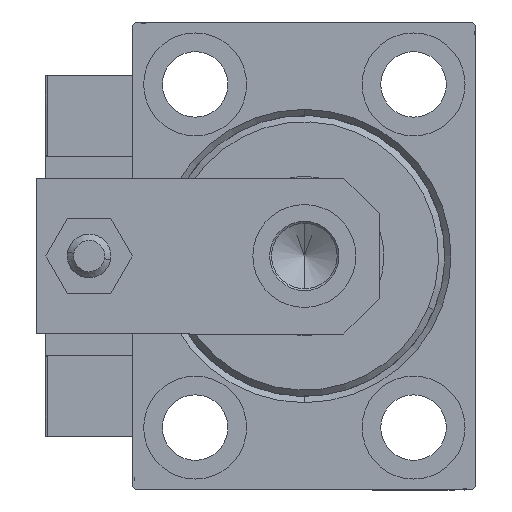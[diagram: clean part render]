
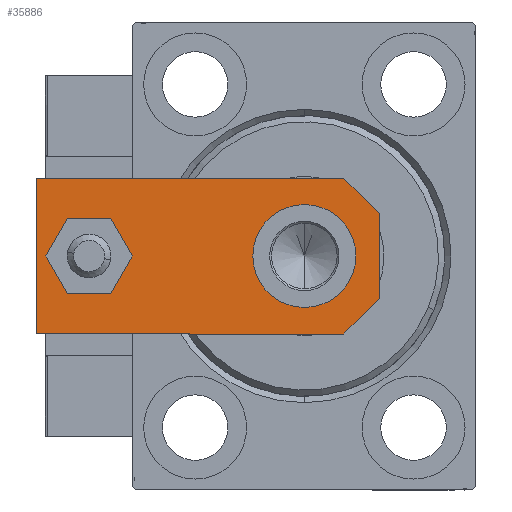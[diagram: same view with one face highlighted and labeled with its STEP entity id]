
A CAD part, left-side view. The second image highlights one B-rep face of the part: STEP entity #35886.
In plain terms, the highlighted face is planar.
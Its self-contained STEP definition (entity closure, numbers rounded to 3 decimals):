
#614 = VERTEX_POINT ( 'NONE', #9774 ) ;
#1058 = CARTESIAN_POINT ( 'NONE',  ( 12.5, 0., 6. ) ) ;
#1413 = VECTOR ( 'NONE', #16500, 1000. ) ;
#1732 = CARTESIAN_POINT ( 'NONE',  ( 6.84, 0., 6. ) ) ;
#2018 = DIRECTION ( 'NONE',  ( 0., 0., 1. ) ) ;
#2818 = AXIS2_PLACEMENT_3D ( 'NONE', #5852, #48840, #37145 ) ;
#3156 = CIRCLE ( 'NONE', #31606, 4. ) ;
#4564 = LINE ( 'NONE', #38924, #6003 ) ;
#4733 = ORIENTED_EDGE ( 'NONE', *, *, #6806, .F. ) ;
#4974 = ORIENTED_EDGE ( 'NONE', *, *, #47321, .T. ) ;
#5672 = VERTEX_POINT ( 'NONE', #34139 ) ;
#5852 = CARTESIAN_POINT ( 'NONE',  ( 0., 12., 6. ) ) ;
#6003 = VECTOR ( 'NONE', #34852, 1000. ) ;
#6036 = AXIS2_PLACEMENT_3D ( 'NONE', #50357, #27446, #31521 ) ;
#6806 = EDGE_CURVE ( 'NONE', #22626, #24408, #30719, .T. ) ;
#7032 = CARTESIAN_POINT ( 'NONE',  ( -12.5, 55., 6. ) ) ;
#7258 = VERTEX_POINT ( 'NONE', #21946 ) ;
#7307 = LINE ( 'NONE', #27148, #34313 ) ;
#7973 = EDGE_CURVE ( 'NONE', #24408, #22626, #3156, .T. ) ;
#8489 = AXIS2_PLACEMENT_3D ( 'NONE', #21359, #2018, #28981 ) ;
#8578 = VERTEX_POINT ( 'NONE', #48186 ) ;
#9590 = LINE ( 'NONE', #13416, #1413 ) ;
#9774 = CARTESIAN_POINT ( 'NONE',  ( -12.5, 5.66, 6. ) ) ;
#10757 = ORIENTED_EDGE ( 'NONE', *, *, #31682, .T. ) ;
#12020 = VERTEX_POINT ( 'NONE', #41390 ) ;
#13416 = CARTESIAN_POINT ( 'NONE',  ( 3.42, -3.42, 6. ) ) ;
#13478 = PLANE ( 'NONE',  #8489 ) ;
#16500 = DIRECTION ( 'NONE',  ( 0.707, 0.707, 0. ) ) ;
#16847 = CIRCLE ( 'NONE', #2818, 8.25 ) ;
#18471 = LINE ( 'NONE', #7032, #18563 ) ;
#18563 = VECTOR ( 'NONE', #34004, 1000. ) ;
#19016 = EDGE_CURVE ( 'NONE', #614, #7258, #7307, .T. ) ;
#19024 = CIRCLE ( 'NONE', #6036, 8.25 ) ;
#19363 = AXIS2_PLACEMENT_3D ( 'NONE', #47972, #44174, #35547 ) ;
#20147 = DIRECTION ( 'NONE',  ( 0., 1., 0. ) ) ;
#20451 = EDGE_LOOP ( 'NONE', ( #4733, #40163 ) ) ;
#20512 = EDGE_LOOP ( 'NONE', ( #49928, #29064 ) ) ;
#20883 = LINE ( 'NONE', #1058, #21532 ) ;
#21096 = EDGE_CURVE ( 'NONE', #8578, #5672, #16847, .T. ) ;
#21359 = CARTESIAN_POINT ( 'NONE',  ( 0., 0., 6. ) ) ;
#21532 = VECTOR ( 'NONE', #20147, 1000. ) ;
#21946 = CARTESIAN_POINT ( 'NONE',  ( -6.84, 0., 6. ) ) ;
#22142 = EDGE_CURVE ( 'NONE', #22197, #29933, #41491, .T. ) ;
#22197 = VERTEX_POINT ( 'NONE', #49610 ) ;
#22626 = VERTEX_POINT ( 'NONE', #23845 ) ;
#22681 = ORIENTED_EDGE ( 'NONE', *, *, #38073, .T. ) ;
#22824 = DIRECTION ( 'NONE',  ( 0.707, -0.707, 0. ) ) ;
#23845 = CARTESIAN_POINT ( 'NONE',  ( -4., 46.5, 6. ) ) ;
#24408 = VERTEX_POINT ( 'NONE', #46899 ) ;
#25133 = VECTOR ( 'NONE', #41233, 1000. ) ;
#27148 = CARTESIAN_POINT ( 'NONE',  ( -3.42, -3.42, 6. ) ) ;
#27446 = DIRECTION ( 'NONE',  ( 0., 0., 1. ) ) ;
#28076 = EDGE_LOOP ( 'NONE', ( #4974, #47949, #10757, #47919, #22681, #28237 ) ) ;
#28237 = ORIENTED_EDGE ( 'NONE', *, *, #22142, .T. ) ;
#28981 = DIRECTION ( 'NONE',  ( 1., 0., 0. ) ) ;
#29064 = ORIENTED_EDGE ( 'NONE', *, *, #36010, .F. ) ;
#29933 = VERTEX_POINT ( 'NONE', #39651 ) ;
#30719 = CIRCLE ( 'NONE', #19363, 4. ) ;
#31359 = DIRECTION ( 'NONE',  ( 0., 0., 1. ) ) ;
#31521 = DIRECTION ( 'NONE',  ( 1., 0., 0. ) ) ;
#31606 = AXIS2_PLACEMENT_3D ( 'NONE', #49685, #31359, #37990 ) ;
#31682 = EDGE_CURVE ( 'NONE', #7258, #32753, #4564, .T. ) ;
#32568 = FACE_BOUND ( 'NONE', #20451, .T. ) ;
#32753 = VERTEX_POINT ( 'NONE', #1732 ) ;
#34004 = DIRECTION ( 'NONE',  ( 0., -1., 0. ) ) ;
#34139 = CARTESIAN_POINT ( 'NONE',  ( 8.25, 12., 6. ) ) ;
#34313 = VECTOR ( 'NONE', #22824, 1000. ) ;
#34852 = DIRECTION ( 'NONE',  ( 1., 0., 0. ) ) ;
#35547 = DIRECTION ( 'NONE',  ( 1., 0., 0. ) ) ;
#35886 = ADVANCED_FACE ( 'NONE', ( #32568, #48090, #47603 ), #13478, .T. ) ;
#36010 = EDGE_CURVE ( 'NONE', #5672, #8578, #19024, .T. ) ;
#37145 = DIRECTION ( 'NONE',  ( 1., 0., 0. ) ) ;
#37990 = DIRECTION ( 'NONE',  ( 1., 0., 0. ) ) ;
#38073 = EDGE_CURVE ( 'NONE', #12020, #22197, #20883, .T. ) ;
#38924 = CARTESIAN_POINT ( 'NONE',  ( -12.5, 0., 6. ) ) ;
#39651 = CARTESIAN_POINT ( 'NONE',  ( -12.5, 55., 6. ) ) ;
#40163 = ORIENTED_EDGE ( 'NONE', *, *, #7973, .F. ) ;
#41233 = DIRECTION ( 'NONE',  ( -1., 0., 0. ) ) ;
#41390 = CARTESIAN_POINT ( 'NONE',  ( 12.5, 5.66, 6. ) ) ;
#41491 = LINE ( 'NONE', #48847, #25133 ) ;
#43881 = EDGE_CURVE ( 'NONE', #32753, #12020, #9590, .T. ) ;
#44174 = DIRECTION ( 'NONE',  ( 0., 0., 1. ) ) ;
#46899 = CARTESIAN_POINT ( 'NONE',  ( 4., 46.5, 6. ) ) ;
#47321 = EDGE_CURVE ( 'NONE', #29933, #614, #18471, .T. ) ;
#47603 = FACE_BOUND ( 'NONE', #20512, .T. ) ;
#47919 = ORIENTED_EDGE ( 'NONE', *, *, #43881, .T. ) ;
#47949 = ORIENTED_EDGE ( 'NONE', *, *, #19016, .T. ) ;
#47972 = CARTESIAN_POINT ( 'NONE',  ( 0., 46.5, 6. ) ) ;
#48090 = FACE_OUTER_BOUND ( 'NONE', #28076, .T. ) ;
#48186 = CARTESIAN_POINT ( 'NONE',  ( -8.25, 12., 6. ) ) ;
#48840 = DIRECTION ( 'NONE',  ( 0., 0., 1. ) ) ;
#48847 = CARTESIAN_POINT ( 'NONE',  ( 12.5, 55., 6. ) ) ;
#49610 = CARTESIAN_POINT ( 'NONE',  ( 12.5, 55., 6. ) ) ;
#49685 = CARTESIAN_POINT ( 'NONE',  ( 0., 46.5, 6. ) ) ;
#49928 = ORIENTED_EDGE ( 'NONE', *, *, #21096, .F. ) ;
#50357 = CARTESIAN_POINT ( 'NONE',  ( 0., 12., 6. ) ) ;
